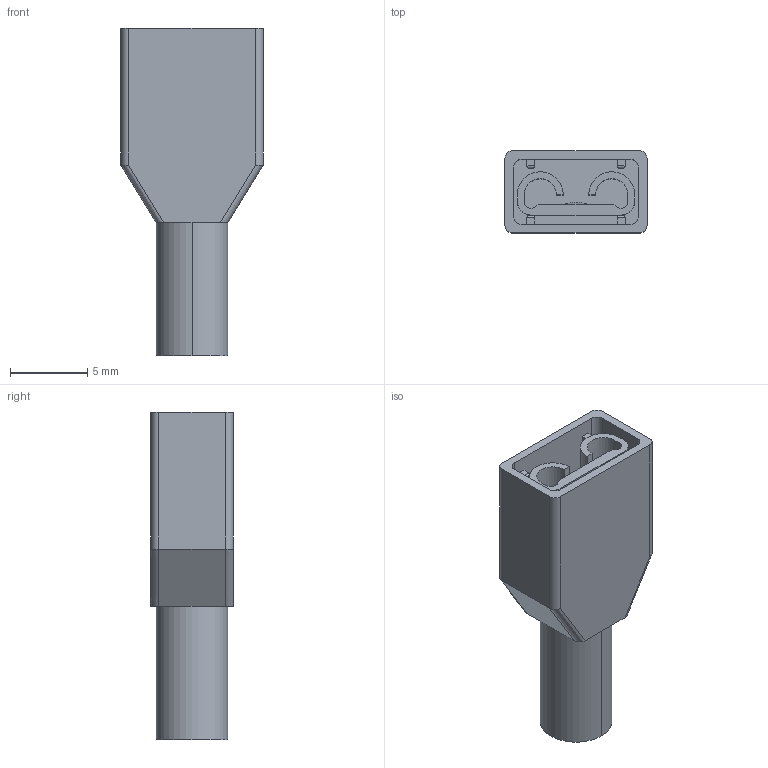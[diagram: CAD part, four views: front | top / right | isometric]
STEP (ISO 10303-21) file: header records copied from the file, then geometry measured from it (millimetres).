
FILE_DESCRIPTION((''),'2;1');
FILE_NAME('C-735278','2022-01-13T10:27:37',('workeradm'),('TE Connectivity Ltd.'),'CREO PARAMETRIC BY PTC INC, 2021072','CREO PARAMETRIC BY PTC INC, 2021072','');
FILE_SCHEMA(('AUTOMOTIVE_DESIGN { 1 0 10303 214 1 1 1 1 }'));
Length unit declared in the file: millimetre
Products named in the file (1): C-735278
Bounding box: 9.2 x 5.33 x 21.21 mm (x, y, z)
Volume: 501.6 mm3; surface area: 1084.9 mm2
Topology: 2 solids, 2 shells, 83 faces, 213 edges, 138 vertices
Faces by surface type: plane 44, cylinder 34, bspline 4, cone 1
Entity records: 2754 total; most frequent: CARTESIAN_POINT 680, ORIENTED_EDGE 426, DIRECTION 413, EDGE_CURVE 213, VECTOR 145, LINE 145, VERTEX_POINT 138, AXIS2_PLACEMENT_3D 134
